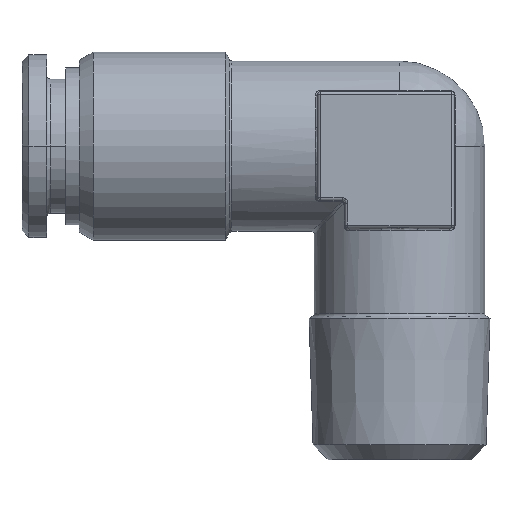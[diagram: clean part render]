
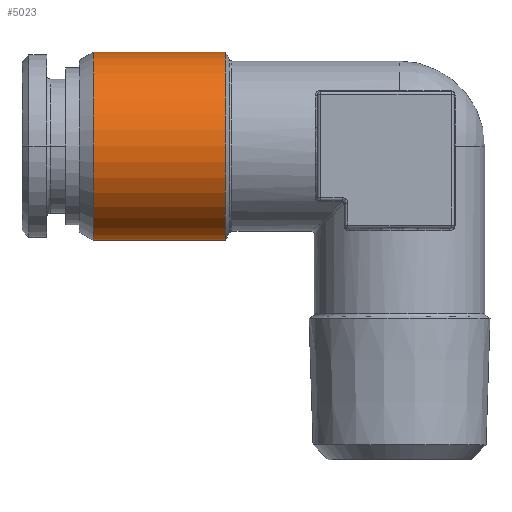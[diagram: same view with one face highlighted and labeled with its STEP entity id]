
A CAD part, top view. The second image highlights one B-rep face of the part: STEP entity #5023.
In plain terms, the highlighted cylindrical face has radius 6.9 mm (diameter 13.8 mm), a partial arc.
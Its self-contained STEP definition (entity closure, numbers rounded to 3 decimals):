
#1721=DIRECTION('',(1.,0.,0.));
#1722=VECTOR('',#1721,9.693);
#1723=CARTESIAN_POINT('',(-22.48,6.9,0.));
#1724=LINE('',#1723,#1722);
#1725=DIRECTION('',(-1.,0.,0.));
#1726=VECTOR('',#1725,9.693);
#1727=CARTESIAN_POINT('',(-12.788,-6.9,0.));
#1728=LINE('',#1727,#1726);
#1729=CARTESIAN_POINT('',(-22.48,0.,0.));
#1730=DIRECTION('',(1.,0.,0.));
#1731=DIRECTION('',(0.,1.,0.));
#1732=AXIS2_PLACEMENT_3D('',#1729,#1730,#1731);
#1757=CARTESIAN_POINT('',(-12.788,0.,0.));
#1758=DIRECTION('',(-1.,0.,0.));
#1759=DIRECTION('',(0.,-1.,0.));
#1760=AXIS2_PLACEMENT_3D('',#1757,#1758,#1759);
#1936=CARTESIAN_POINT('',(-22.48,6.9,0.));
#1937=CARTESIAN_POINT('',(-22.48,-6.9,0.));
#1938=VERTEX_POINT('',#1936);
#1939=VERTEX_POINT('',#1937);
#2052=CARTESIAN_POINT('',(-12.788,-6.9,0.));
#2053=CARTESIAN_POINT('',(-12.788,6.9,0.));
#2054=VERTEX_POINT('',#2052);
#2055=VERTEX_POINT('',#2053);
#5009=CARTESIAN_POINT('',(-24.03,0.,0.));
#5010=DIRECTION('',(1.,0.,0.));
#5011=DIRECTION('',(0.,-1.,0.));
#5012=AXIS2_PLACEMENT_3D('',#5009,#5010,#5011);
#5013=CYLINDRICAL_SURFACE('',#5012,6.9);
#5015=ORIENTED_EDGE('',*,*,#5014,.T.);
#5017=ORIENTED_EDGE('',*,*,#5016,.F.);
#5019=ORIENTED_EDGE('',*,*,#5018,.T.);
#5020=ORIENTED_EDGE('',*,*,#5004,.F.);
#5021=EDGE_LOOP('',(#5015,#5017,#5019,#5020));
#5022=FACE_OUTER_BOUND('',#5021,.F.);
#5023=ADVANCED_FACE('',(#5022),#5013,.T.);
#1733=CIRCLE('',#1732,6.9);
#1761=CIRCLE('',#1760,6.9);
#5004=EDGE_CURVE('',#1938,#1939,#1733,.T.);
#5014=EDGE_CURVE('',#1938,#2055,#1724,.T.);
#5016=EDGE_CURVE('',#2054,#2055,#1761,.T.);
#5018=EDGE_CURVE('',#2054,#1939,#1728,.T.);
